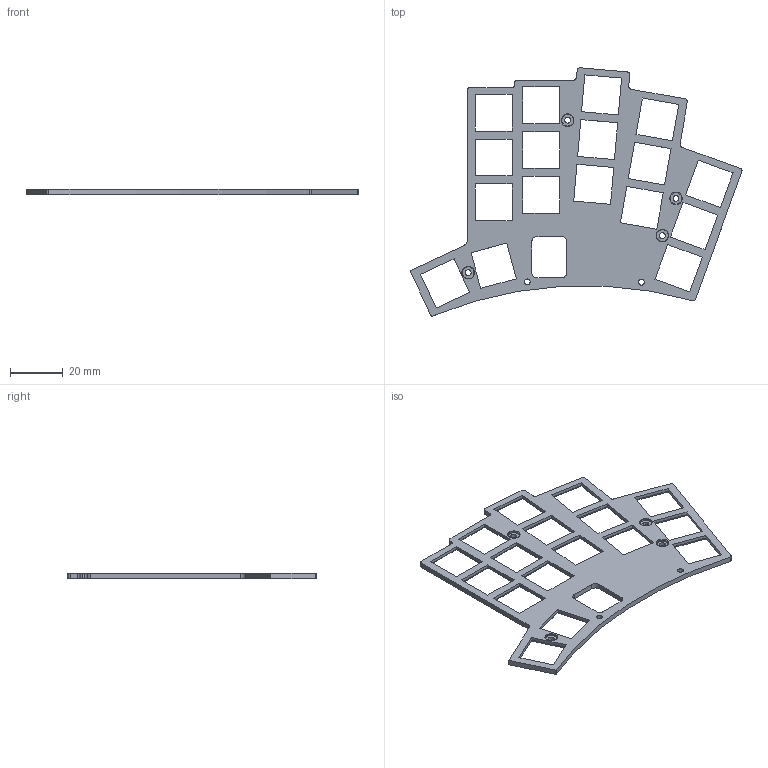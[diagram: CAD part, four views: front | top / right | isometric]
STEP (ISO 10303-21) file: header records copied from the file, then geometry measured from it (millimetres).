
FILE_DESCRIPTION(('HOOPS Exchange Step'),'2;1');
FILE_NAME('temp_export','2024-04-29T14:22:22+06:-30',('ankitbhankharia'),('Shapr3D Limited'),'HOOPS Exchange 2023.2','Shapr3D','Authorized');
FILE_SCHEMA( ('AUTOMOTIVE_DESIGN { 1 0 10303 214 1 1 1 1 }') );
Length unit declared in the file: millimetre
Products named in the file (12): standoffs; right; left; Case; LEFT; M2 x 3 Screw head.SLDPRT (5); M2 x 3 Screw head.SLDPRT (4); M2 x 3 Screw head.SLDPRT (3); M2 x 3 Screw head.SLDPRT (2); M2 x 3 Screw head.SLDPRT (1); M2 x 3 Screw head.SLDPRT; root
Assembly tree (11 placements, depth 4):
  root
    standoffs
    LEFT
      Case
        right
        left
    M2 x 3 Screw head.SLDPRT (5)
    M2 x 3 Screw head.SLDPRT (4)
    M2 x 3 Screw head.SLDPRT (3)
    M2 x 3 Screw head.SLDPRT (2)
    M2 x 3 Screw head.SLDPRT (1)
    M2 x 3 Screw head.SLDPRT
Bounding box: 125.77 x 94.08 x 2 mm (x, y, z)
Volume: 7649.6 mm3; surface area: 11029.5 mm2
Topology: 1 solids, 1 shells, 213 faces, 568 edges, 378 vertices
Faces by surface type: plane 176, cylinder 31, torus 4, bspline 2
Full cylindrical faces by diameter (mm): 2.2 x4, 4.4 x4
Entity records: 7387 total; most frequent: CARTESIAN_POINT 1695, ORIENTED_EDGE 1136, DIRECTION 1076, EDGE_CURVE 568, VECTOR 490, LINE 490, VERTEX_POINT 378, AXIS2_PLACEMENT_3D 293
